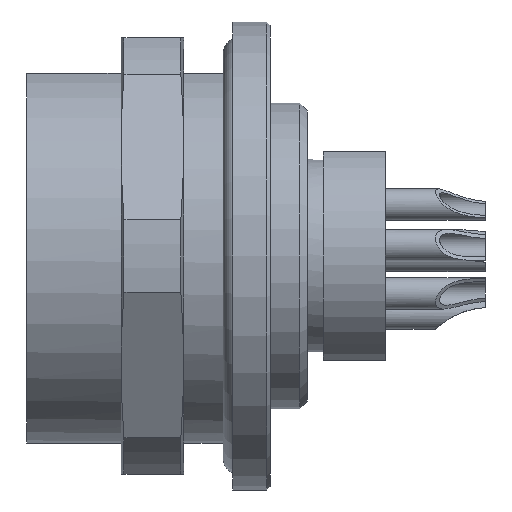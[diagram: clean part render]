
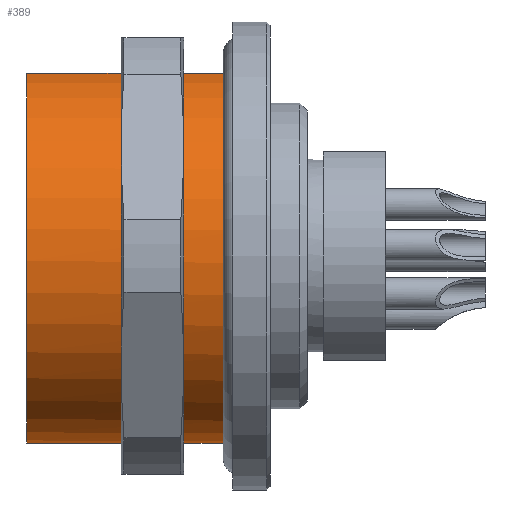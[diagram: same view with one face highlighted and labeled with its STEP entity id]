
A CAD part, front view. The second image highlights one B-rep face of the part: STEP entity #389.
In plain terms, the highlighted cylindrical face has radius 6 mm (diameter 12 mm), a full revolution.
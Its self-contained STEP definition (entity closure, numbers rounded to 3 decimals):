
#149=CYLINDRICAL_SURFACE('',#1741,6.);
#265=LINE('',#2637,#317);
#266=LINE('',#2638,#318);
#317=VECTOR('',#2050,1.);
#318=VECTOR('',#2051,1.);
#389=ADVANCED_FACE('',(#522,#523),#149,.T.);
#522=FACE_BOUND('',#657,.T.);
#523=FACE_BOUND('',#658,.T.);
#657=EDGE_LOOP('',(#917));
#658=EDGE_LOOP('',(#918,#919,#920,#921));
#917=ORIENTED_EDGE('',*,*,#1422,.T.);
#918=ORIENTED_EDGE('',*,*,#1423,.T.);
#919=ORIENTED_EDGE('',*,*,#1424,.F.);
#920=ORIENTED_EDGE('',*,*,#1420,.T.);
#921=ORIENTED_EDGE('',*,*,#1425,.F.);
#1242=VERTEX_POINT('',#2628);
#1243=VERTEX_POINT('',#2629);
#1244=VERTEX_POINT('',#2633);
#1245=VERTEX_POINT('',#2635);
#1246=VERTEX_POINT('',#2636);
#1420=EDGE_CURVE('',#1242,#1243,#1591,.T.);
#1422=EDGE_CURVE('',#1244,#1244,#1593,.T.);
#1423=EDGE_CURVE('',#1245,#1246,#1594,.T.);
#1424=EDGE_CURVE('',#1242,#1246,#265,.T.);
#1425=EDGE_CURVE('',#1245,#1243,#266,.T.);
#1591=CIRCLE('',#1736,6.);
#1593=CIRCLE('',#1739,6.);
#1594=CIRCLE('',#1740,6.);
#1736=AXIS2_PLACEMENT_3D('',#2627,#2040,#2041);
#1739=AXIS2_PLACEMENT_3D('',#2632,#2046,#2047);
#1740=AXIS2_PLACEMENT_3D('',#2634,#2048,#2049);
#1741=AXIS2_PLACEMENT_3D('',#2639,#2052,#2053);
#2040=DIRECTION('',(1.,0.,0.));
#2041=DIRECTION('',(0.,0.,-1.));
#2046=DIRECTION('',(-1.,0.,0.));
#2047=DIRECTION('',(0.,0.,1.));
#2048=DIRECTION('',(1.,0.,0.));
#2049=DIRECTION('',(0.,0.,1.));
#2050=DIRECTION('',(1.,0.,0.));
#2051=DIRECTION('',(-1.,0.,0.));
#2052=DIRECTION('',(1.,0.,0.));
#2053=DIRECTION('',(0.,0.,-1.));
#2627=CARTESIAN_POINT('',(-0.3,0.,0.));
#2628=CARTESIAN_POINT('',(-0.3,-1.327,5.851));
#2629=CARTESIAN_POINT('',(-0.3,1.327,5.851));
#2632=CARTESIAN_POINT('',(6.7,0.,0.));
#2633=CARTESIAN_POINT('',(6.7,0.,6.));
#2634=CARTESIAN_POINT('',(6.2,0.,0.));
#2635=CARTESIAN_POINT('',(6.2,1.327,5.851));
#2636=CARTESIAN_POINT('',(6.2,-1.327,5.851));
#2637=CARTESIAN_POINT('',(6.2,-1.327,5.851));
#2638=CARTESIAN_POINT('',(6.2,1.327,5.851));
#2639=CARTESIAN_POINT('',(3.,0.,0.));
